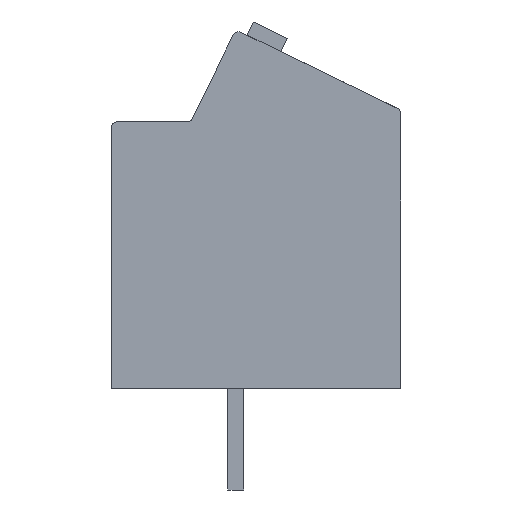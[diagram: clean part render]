
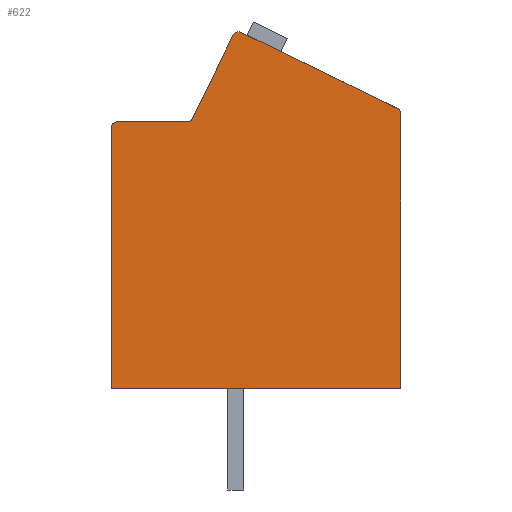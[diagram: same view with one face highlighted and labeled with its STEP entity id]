
A CAD part, front view. The second image highlights one B-rep face of the part: STEP entity #622.
In plain terms, the highlighted planar face has unit normal (0, -1, 0).
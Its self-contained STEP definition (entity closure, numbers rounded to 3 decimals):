
#21=CIRCLE('',#685,0.2);
#22=CIRCLE('',#688,0.2);
#23=CIRCLE('',#689,0.2);
#24=CIRCLE('',#690,0.2);
#54=FACE_OUTER_BOUND('',#94,.T.);
#94=EDGE_LOOP('',(#456,#457,#458,#459,#460,#461,#462,#463,#464,#465));
#146=LINE('',#962,#218);
#148=LINE('',#966,#220);
#149=LINE('',#970,#221);
#150=LINE('',#974,#222);
#151=LINE('',#978,#223);
#152=LINE('',#979,#224);
#218=VECTOR('',#780,10.);
#220=VECTOR('',#784,10.);
#221=VECTOR('',#787,10.);
#222=VECTOR('',#790,10.);
#223=VECTOR('',#793,10.);
#224=VECTOR('',#794,10.);
#289=VERTEX_POINT('',#955);
#290=VERTEX_POINT('',#957);
#291=VERTEX_POINT('',#961);
#292=VERTEX_POINT('',#965);
#293=VERTEX_POINT('',#967);
#294=VERTEX_POINT('',#969);
#295=VERTEX_POINT('',#971);
#296=VERTEX_POINT('',#973);
#297=VERTEX_POINT('',#975);
#298=VERTEX_POINT('',#977);
#351=EDGE_CURVE('',#289,#290,#21,.F.);
#353=EDGE_CURVE('',#291,#290,#146,.T.);
#355=EDGE_CURVE('',#289,#292,#148,.T.);
#356=EDGE_CURVE('',#293,#292,#22,.F.);
#357=EDGE_CURVE('',#293,#294,#149,.T.);
#358=EDGE_CURVE('',#295,#294,#23,.F.);
#359=EDGE_CURVE('',#295,#296,#150,.T.);
#360=EDGE_CURVE('',#297,#296,#24,.F.);
#361=EDGE_CURVE('',#297,#298,#151,.T.);
#362=EDGE_CURVE('',#298,#291,#152,.T.);
#456=ORIENTED_EDGE('',*,*,#351,.F.);
#457=ORIENTED_EDGE('',*,*,#355,.T.);
#458=ORIENTED_EDGE('',*,*,#356,.F.);
#459=ORIENTED_EDGE('',*,*,#357,.T.);
#460=ORIENTED_EDGE('',*,*,#358,.F.);
#461=ORIENTED_EDGE('',*,*,#359,.T.);
#462=ORIENTED_EDGE('',*,*,#360,.F.);
#463=ORIENTED_EDGE('',*,*,#361,.T.);
#464=ORIENTED_EDGE('',*,*,#362,.T.);
#465=ORIENTED_EDGE('',*,*,#353,.T.);
#586=PLANE('',#687);
#622=ADVANCED_FACE('',(#54),#586,.T.);
#685=AXIS2_PLACEMENT_3D('',#958,#775,#776);
#687=AXIS2_PLACEMENT_3D('',#964,#782,#783);
#688=AXIS2_PLACEMENT_3D('',#968,#785,#786);
#689=AXIS2_PLACEMENT_3D('',#972,#788,#789);
#690=AXIS2_PLACEMENT_3D('',#976,#791,#792);
#775=DIRECTION('center_axis',(0.,-1.,0.));
#776=DIRECTION('ref_axis',(0.848,0.,0.53));
#780=DIRECTION('',(0.,0.,1.));
#782=DIRECTION('center_axis',(0.,-1.,0.));
#783=DIRECTION('ref_axis',(0.,0.,-1.));
#784=DIRECTION('',(-0.899,0.,0.438));
#785=DIRECTION('center_axis',(0.,-1.,0.));
#786=DIRECTION('ref_axis',(-0.326,0.,0.945));
#787=DIRECTION('',(-0.438,0.,-0.899));
#788=DIRECTION('center_axis',(0.,1.,0.));
#789=DIRECTION('ref_axis',(0.53,0.,-0.848));
#790=DIRECTION('',(-1.,0.,0.));
#791=DIRECTION('center_axis',(0.,-1.,0.));
#792=DIRECTION('ref_axis',(-0.707,0.,0.707));
#793=DIRECTION('',(0.,0.,-1.));
#794=DIRECTION('',(1.,0.,0.));
#955=CARTESIAN_POINT('',(5.588,-2.1,9.678));
#957=CARTESIAN_POINT('',(5.7,-2.1,9.498));
#958=CARTESIAN_POINT('Origin',(5.5,-2.1,9.498));
#961=CARTESIAN_POINT('',(5.7,-2.1,0.));
#962=CARTESIAN_POINT('',(5.7,-2.1,7.912));
#964=CARTESIAN_POINT('Origin',(0.7,-2.1,6.2));
#965=CARTESIAN_POINT('',(0.18,-2.1,12.312));
#966=CARTESIAN_POINT('',(1.503,-2.1,11.668));
#967=CARTESIAN_POINT('',(-0.088,-2.1,12.22));
#968=CARTESIAN_POINT('Origin',(0.092,-2.1,12.133));
#969=CARTESIAN_POINT('',(-1.495,-2.1,9.331));
#970=CARTESIAN_POINT('',(-1.928,-2.1,8.442));
#971=CARTESIAN_POINT('',(-1.675,-2.1,9.219));
#972=CARTESIAN_POINT('Origin',(-1.675,-2.1,9.419));
#973=CARTESIAN_POINT('',(-4.1,-2.1,9.219));
#974=CARTESIAN_POINT('',(-1.8,-2.1,9.219));
#975=CARTESIAN_POINT('',(-4.3,-2.1,9.019));
#976=CARTESIAN_POINT('Origin',(-4.1,-2.1,9.019));
#977=CARTESIAN_POINT('',(-4.3,-2.1,0.));
#978=CARTESIAN_POINT('',(-4.3,-2.1,3.1));
#979=CARTESIAN_POINT('',(3.2,-2.1,0.));
